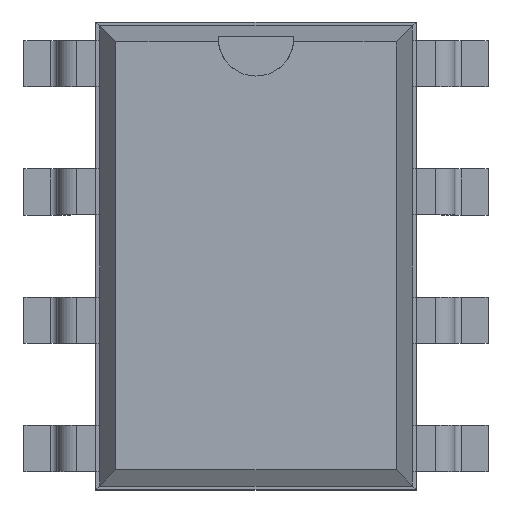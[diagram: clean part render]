
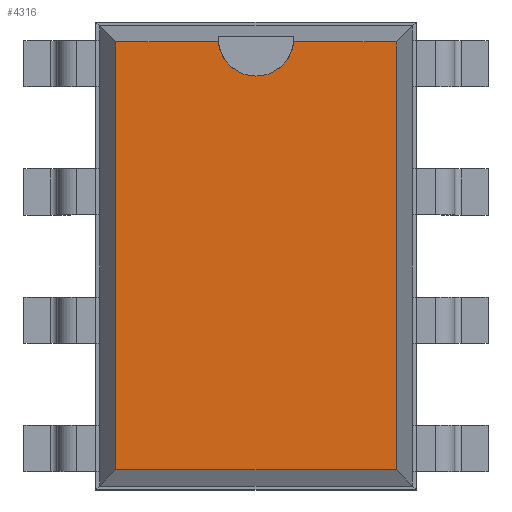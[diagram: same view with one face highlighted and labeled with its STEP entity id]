
A CAD part, top view. The second image highlights one B-rep face of the part: STEP entity #4316.
In plain terms, the highlighted planar face has unit normal (0, 0, 1).
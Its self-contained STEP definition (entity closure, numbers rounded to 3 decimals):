
#2847 = VERTEX_POINT('',#2848);
#2848 = CARTESIAN_POINT('',(2.776,4.236,3.68));
#2853 = EDGE_CURVE('',#2854,#2847,#2856,.T.);
#2854 = VERTEX_POINT('',#2855);
#2855 = CARTESIAN_POINT('',(2.776,-4.236,3.68));
#2856 = LINE('',#2857,#2858);
#2857 = CARTESIAN_POINT('',(2.776,-4.236,3.68));
#2858 = VECTOR('',#2859,1.);
#2859 = DIRECTION('',(0.,1.,0.));
#3537 = VERTEX_POINT('',#3538);
#3538 = CARTESIAN_POINT('',(-2.776,4.236,3.68));
#3543 = EDGE_CURVE('',#3544,#3537,#3546,.T.);
#3544 = VERTEX_POINT('',#3545);
#3545 = CARTESIAN_POINT('',(-0.746,4.236,3.68));
#3546 = LINE('',#3547,#3548);
#3547 = CARTESIAN_POINT('',(2.776,4.236,3.68));
#3548 = VECTOR('',#3549,1.);
#3549 = DIRECTION('',(-1.,0.,0.));
#3569 = VERTEX_POINT('',#3570);
#3570 = CARTESIAN_POINT('',(0.746,4.236,3.68));
#3578 = EDGE_CURVE('',#2847,#3569,#3579,.T.);
#3579 = LINE('',#3580,#3581);
#3580 = CARTESIAN_POINT('',(2.776,4.236,3.68));
#3581 = VECTOR('',#3582,1.);
#3582 = DIRECTION('',(-1.,0.,0.));
#3622 = VERTEX_POINT('',#3623);
#3623 = CARTESIAN_POINT('',(-2.776,-4.236,3.68));
#3628 = EDGE_CURVE('',#3537,#3622,#3629,.T.);
#3629 = LINE('',#3630,#3631);
#3630 = CARTESIAN_POINT('',(-2.776,4.236,3.68));
#3631 = VECTOR('',#3632,1.);
#3632 = DIRECTION('',(0.,-1.,0.));
#4305 = EDGE_CURVE('',#3622,#2854,#4306,.T.);
#4306 = LINE('',#4307,#4308);
#4307 = CARTESIAN_POINT('',(-2.776,-4.236,3.68));
#4308 = VECTOR('',#4309,1.);
#4309 = DIRECTION('',(1.,0.,0.));
#4316 = ADVANCED_FACE('',(#4317),#4340,.F.);
#4317 = FACE_BOUND('',#4318,.F.);
#4318 = EDGE_LOOP('',(#4319,#4320,#4321,#4322,#4323,#4332,#4339));
#4319 = ORIENTED_EDGE('',*,*,#2853,.F.);
#4320 = ORIENTED_EDGE('',*,*,#4305,.F.);
#4321 = ORIENTED_EDGE('',*,*,#3628,.F.);
#4322 = ORIENTED_EDGE('',*,*,#3543,.F.);
#4323 = ORIENTED_EDGE('',*,*,#4324,.F.);
#4324 = EDGE_CURVE('',#4325,#3544,#4327,.T.);
#4325 = VERTEX_POINT('',#4326);
#4326 = CARTESIAN_POINT('',(0.,3.561,3.68));
#4327 = CIRCLE('',#4328,0.75);
#4328 = AXIS2_PLACEMENT_3D('',#4329,#4330,#4331);
#4329 = CARTESIAN_POINT('',(0.,4.311,3.68));
#4330 = DIRECTION('',(0.,0.,-1.));
#4331 = DIRECTION('',(0.,-1.,0.));
#4332 = ORIENTED_EDGE('',*,*,#4333,.F.);
#4333 = EDGE_CURVE('',#3569,#4325,#4334,.T.);
#4334 = CIRCLE('',#4335,0.75);
#4335 = AXIS2_PLACEMENT_3D('',#4336,#4337,#4338);
#4336 = CARTESIAN_POINT('',(0.,4.311,3.68));
#4337 = DIRECTION('',(0.,0.,-1.));
#4338 = DIRECTION('',(0.,-1.,0.));
#4339 = ORIENTED_EDGE('',*,*,#3578,.F.);
#4340 = PLANE('',#4341);
#4341 = AXIS2_PLACEMENT_3D('',#4342,#4343,#4344);
#4342 = CARTESIAN_POINT('',(2.776,-4.236,3.68));
#4343 = DIRECTION('',(0.,0.,-1.));
#4344 = DIRECTION('',(-0.548,0.836,0.));
